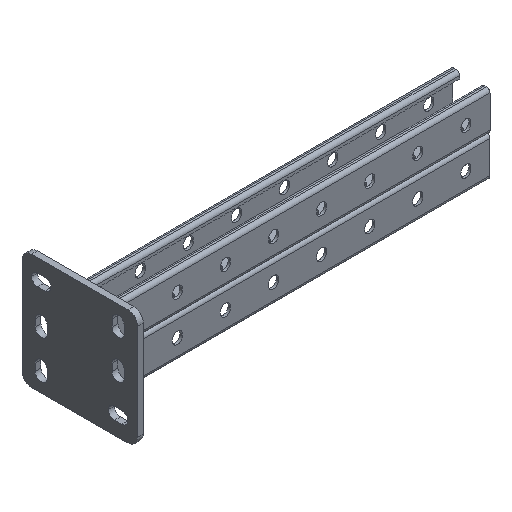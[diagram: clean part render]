
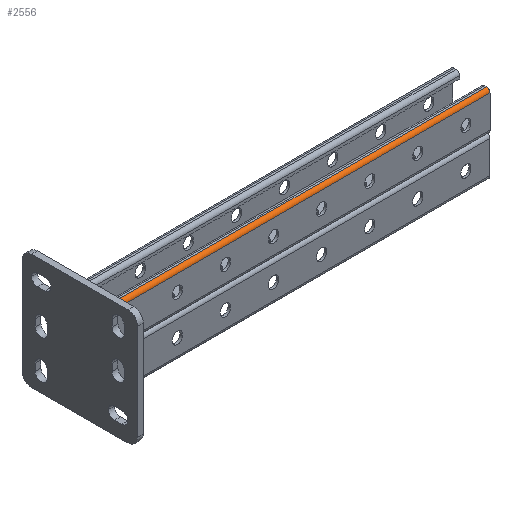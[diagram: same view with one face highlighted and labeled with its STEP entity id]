
A CAD part, isometric view. The second image highlights one B-rep face of the part: STEP entity #2556.
In plain terms, the highlighted cylindrical face has radius 3.75 mm (diameter 7.5 mm), a partial arc.
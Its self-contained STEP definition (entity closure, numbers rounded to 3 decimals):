
#145 = FACE_OUTER_BOUND ( 'NONE', #24612, .T. ) ;
#534 = CIRCLE ( 'NONE', #16920, 3.75 ) ;
#799 = CYLINDRICAL_SURFACE ( 'NONE', #10734, 3.75 ) ;
#1105 = VERTEX_POINT ( 'NONE', #4321 ) ;
#1696 = EDGE_CURVE ( 'NONE', #24727, #1105, #534, .T. ) ;
#1763 = ORIENTED_EDGE ( 'NONE', *, *, #17594, .F. ) ;
#2182 = EDGE_CURVE ( 'NONE', #7879, #24727, #9498, .T. ) ;
#2250 = EDGE_CURVE ( 'NONE', #2883, #1105, #21470, .T. ) ;
#2389 = DIRECTION ( 'NONE',  ( 1., 0., 0. ) ) ;
#2556 = ADVANCED_FACE ( 'NONE', ( #145 ), #799, .T. ) ;
#2883 = VERTEX_POINT ( 'NONE', #5762 ) ;
#4321 = CARTESIAN_POINT ( 'NONE',  ( -16.75, 41., 0. ) ) ;
#4374 = VECTOR ( 'NONE', #8035, 1000. ) ;
#5623 = DIRECTION ( 'NONE',  ( 0., 0., 1. ) ) ;
#5683 = CARTESIAN_POINT ( 'NONE',  ( -20.5, 37.25, 0. ) ) ;
#5762 = CARTESIAN_POINT ( 'NONE',  ( -16.75, 41., -400. ) ) ;
#7814 = CARTESIAN_POINT ( 'NONE',  ( -16.75, 37.25, 0. ) ) ;
#7879 = VERTEX_POINT ( 'NONE', #17691 ) ;
#8035 = DIRECTION ( 'NONE',  ( 0., 0., 1. ) ) ;
#8918 = DIRECTION ( 'NONE',  ( 0., 0., 1. ) ) ;
#9261 = AXIS2_PLACEMENT_3D ( 'NONE', #17873, #17697, #19876 ) ;
#9498 = LINE ( 'NONE', #17958, #11455 ) ;
#9862 = ORIENTED_EDGE ( 'NONE', *, *, #1696, .T. ) ;
#9865 = DIRECTION ( 'NONE',  ( 0., 0., -1. ) ) ;
#10734 = AXIS2_PLACEMENT_3D ( 'NONE', #21280, #8918, #11090 ) ;
#11090 = DIRECTION ( 'NONE',  ( 1., 0., 0. ) ) ;
#11455 = VECTOR ( 'NONE', #5623, 1000. ) ;
#12551 = CIRCLE ( 'NONE', #9261, 3.75 ) ;
#16858 = ORIENTED_EDGE ( 'NONE', *, *, #2250, .F. ) ;
#16920 = AXIS2_PLACEMENT_3D ( 'NONE', #7814, #9865, #2389 ) ;
#17594 = EDGE_CURVE ( 'NONE', #7879, #2883, #12551, .T. ) ;
#17691 = CARTESIAN_POINT ( 'NONE',  ( -20.5, 37.25, -400. ) ) ;
#17697 = DIRECTION ( 'NONE',  ( 0., 0., -1. ) ) ;
#17873 = CARTESIAN_POINT ( 'NONE',  ( -16.75, 37.25, -400. ) ) ;
#17958 = CARTESIAN_POINT ( 'NONE',  ( -20.5, 37.25, -200. ) ) ;
#19876 = DIRECTION ( 'NONE',  ( 1., 0., 0. ) ) ;
#21280 = CARTESIAN_POINT ( 'NONE',  ( -16.75, 37.25, -200. ) ) ;
#21470 = LINE ( 'NONE', #21850, #4374 ) ;
#21850 = CARTESIAN_POINT ( 'NONE',  ( -16.75, 41., -200. ) ) ;
#22639 = ORIENTED_EDGE ( 'NONE', *, *, #2182, .T. ) ;
#24612 = EDGE_LOOP ( 'NONE', ( #9862, #16858, #1763, #22639 ) ) ;
#24727 = VERTEX_POINT ( 'NONE', #5683 ) ;
